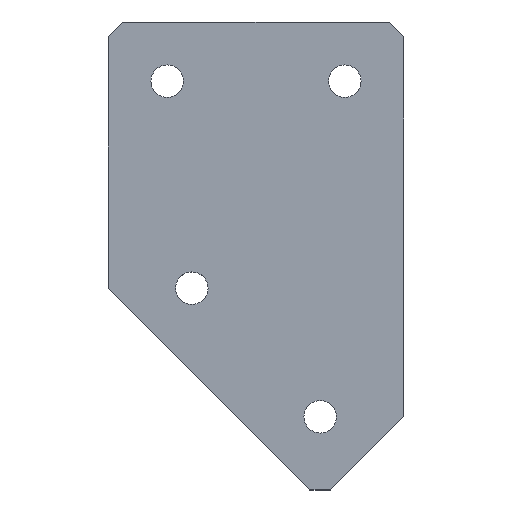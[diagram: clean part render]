
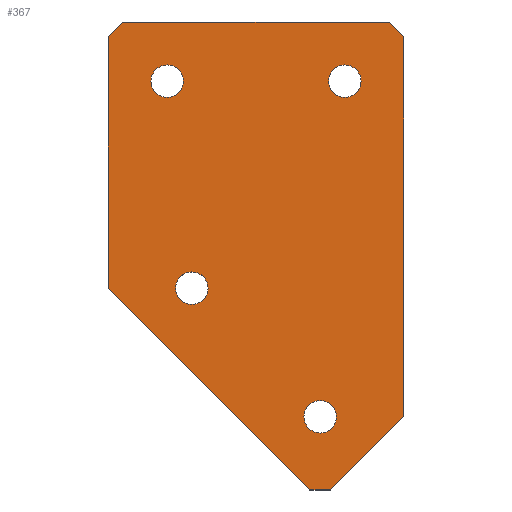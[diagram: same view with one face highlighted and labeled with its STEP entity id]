
A CAD part, top view. The second image highlights one B-rep face of the part: STEP entity #367.
In plain terms, the highlighted planar face has unit normal (0, 0, 1).
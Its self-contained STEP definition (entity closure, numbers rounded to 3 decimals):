
#3 = CARTESIAN_POINT ( 'NONE',  ( 1.25, -1.25, 0. ) ) ;
#6 = CARTESIAN_POINT ( 'NONE',  ( 50., -66.716, 0. ) ) ;
#13 = CARTESIAN_POINT ( 'NONE',  ( 40., -10., 0. ) ) ;
#16 = DIRECTION ( 'NONE',  ( 0., 1., 0. ) ) ;
#21 = DIRECTION ( 'NONE',  ( 0., 0., -1. ) ) ;
#22 = VECTOR ( 'NONE', #143, 1000. ) ;
#23 = AXIS2_PLACEMENT_3D ( 'NONE', #34, #230, #415 ) ;
#27 = EDGE_CURVE ( 'NONE', #111, #610, #132, .T. ) ;
#32 = AXIS2_PLACEMENT_3D ( 'NONE', #64, #606, #312 ) ;
#34 = CARTESIAN_POINT ( 'NONE',  ( 10., -10., 0. ) ) ;
#35 = DIRECTION ( 'NONE',  ( 0., 0., 1. ) ) ;
#36 = FACE_BOUND ( 'NONE', #528, .T. ) ;
#40 = VERTEX_POINT ( 'NONE', #552 ) ;
#42 = EDGE_CURVE ( 'NONE', #277, #459, #218, .T. ) ;
#59 = CIRCLE ( 'NONE', #504, 2.75 ) ;
#61 = ORIENTED_EDGE ( 'NONE', *, *, #27, .T. ) ;
#64 = CARTESIAN_POINT ( 'NONE',  ( 35.858, -66.716, 0. ) ) ;
#70 = AXIS2_PLACEMENT_3D ( 'NONE', #213, #400, #205 ) ;
#71 = DIRECTION ( 'NONE',  ( -0.707, 0.707, 0. ) ) ;
#78 = EDGE_CURVE ( 'NONE', #468, #623, #162, .T. ) ;
#79 = PLANE ( 'NONE',  #197 ) ;
#80 = AXIS2_PLACEMENT_3D ( 'NONE', #254, #21, #16 ) ;
#97 = EDGE_CURVE ( 'NONE', #516, #356, #109, .T. ) ;
#99 = LINE ( 'NONE', #574, #22 ) ;
#100 = AXIS2_PLACEMENT_3D ( 'NONE', #411, #475, #365 ) ;
#102 = CARTESIAN_POINT ( 'NONE',  ( 40., -7.25, 0. ) ) ;
#103 = DIRECTION ( 'NONE',  ( 1., 0., 0. ) ) ;
#109 = LINE ( 'NONE', #3, #544 ) ;
#111 = VERTEX_POINT ( 'NONE', #629 ) ;
#113 = CIRCLE ( 'NONE', #70, 2.75 ) ;
#114 = CARTESIAN_POINT ( 'NONE',  ( 14.142, -47.75, 0. ) ) ;
#122 = CARTESIAN_POINT ( 'NONE',  ( 14.142, -45., 0. ) ) ;
#128 = CARTESIAN_POINT ( 'NONE',  ( 0., -2.5, 0. ) ) ;
#132 = CIRCLE ( 'NONE', #100, 2.75 ) ;
#143 = DIRECTION ( 'NONE',  ( -0.707, 0.707, 0. ) ) ;
#154 = ORIENTED_EDGE ( 'NONE', *, *, #199, .F. ) ;
#160 = DIRECTION ( 'NONE',  ( 0., -1., 0. ) ) ;
#161 = ORIENTED_EDGE ( 'NONE', *, *, #281, .T. ) ;
#162 = CIRCLE ( 'NONE', #565, 2.75 ) ;
#167 = CARTESIAN_POINT ( 'NONE',  ( 50., 0., 0. ) ) ;
#169 = LINE ( 'NONE', #167, #419 ) ;
#174 = EDGE_CURVE ( 'NONE', #40, #588, #99, .T. ) ;
#197 = AXIS2_PLACEMENT_3D ( 'NONE', #319, #35, #274 ) ;
#198 = VERTEX_POINT ( 'NONE', #6 ) ;
#199 = EDGE_CURVE ( 'NONE', #516, #595, #535, .T. ) ;
#200 = CARTESIAN_POINT ( 'NONE',  ( 0., -45., 0. ) ) ;
#204 = EDGE_LOOP ( 'NONE', ( #424, #252 ) ) ;
#205 = DIRECTION ( 'NONE',  ( 0., 1., 0. ) ) ;
#213 = CARTESIAN_POINT ( 'NONE',  ( 14.142, -45., 0. ) ) ;
#218 = CIRCLE ( 'NONE', #470, 2.75 ) ;
#219 = FACE_BOUND ( 'NONE', #280, .T. ) ;
#223 = CARTESIAN_POINT ( 'NONE',  ( 40., -10., 0. ) ) ;
#227 = VECTOR ( 'NONE', #499, 1000. ) ;
#230 = DIRECTION ( 'NONE',  ( 0., 0., -1. ) ) ;
#231 = VERTEX_POINT ( 'NONE', #410 ) ;
#232 = ORIENTED_EDGE ( 'NONE', *, *, #269, .F. ) ;
#235 = VERTEX_POINT ( 'NONE', #347 ) ;
#245 = EDGE_CURVE ( 'NONE', #588, #356, #397, .T. ) ;
#247 = CARTESIAN_POINT ( 'NONE',  ( 10., -12.75, 0. ) ) ;
#252 = ORIENTED_EDGE ( 'NONE', *, *, #423, .T. ) ;
#254 = CARTESIAN_POINT ( 'NONE',  ( 10., -10., 0. ) ) ;
#256 = CARTESIAN_POINT ( 'NONE',  ( 0., 0., 0. ) ) ;
#260 = CARTESIAN_POINT ( 'NONE',  ( 35.858, -80.858, 0. ) ) ;
#264 = EDGE_CURVE ( 'NONE', #459, #277, #113, .T. ) ;
#269 = EDGE_CURVE ( 'NONE', #231, #198, #169, .T. ) ;
#274 = DIRECTION ( 'NONE',  ( 1., 0., 0. ) ) ;
#275 = CIRCLE ( 'NONE', #80, 2.75 ) ;
#277 = VERTEX_POINT ( 'NONE', #114 ) ;
#278 = EDGE_CURVE ( 'NONE', #610, #111, #503, .T. ) ;
#280 = EDGE_LOOP ( 'NONE', ( #559, #329 ) ) ;
#281 = EDGE_CURVE ( 'NONE', #231, #595, #495, .T. ) ;
#289 = EDGE_CURVE ( 'NONE', #571, #583, #275, .T. ) ;
#294 = EDGE_CURVE ( 'NONE', #40, #235, #611, .T. ) ;
#296 = DIRECTION ( 'NONE',  ( -0.707, -0.707, 0. ) ) ;
#303 = ORIENTED_EDGE ( 'NONE', *, *, #97, .T. ) ;
#308 = FACE_BOUND ( 'NONE', #479, .T. ) ;
#312 = DIRECTION ( 'NONE',  ( 0., 1., 0. ) ) ;
#316 = DIRECTION ( 'NONE',  ( 0., 0., -1. ) ) ;
#319 = CARTESIAN_POINT ( 'NONE',  ( 0., 0., 0. ) ) ;
#321 = FACE_BOUND ( 'NONE', #204, .T. ) ;
#323 = FACE_OUTER_BOUND ( 'NONE', #376, .T. ) ;
#324 = ORIENTED_EDGE ( 'NONE', *, *, #294, .T. ) ;
#329 = ORIENTED_EDGE ( 'NONE', *, *, #289, .T. ) ;
#334 = ORIENTED_EDGE ( 'NONE', *, *, #42, .T. ) ;
#338 = VECTOR ( 'NONE', #364, 1000. ) ;
#343 = ORIENTED_EDGE ( 'NONE', *, *, #604, .F. ) ;
#347 = CARTESIAN_POINT ( 'NONE',  ( 37.626, -79.09, 0. ) ) ;
#356 = VERTEX_POINT ( 'NONE', #128 ) ;
#364 = DIRECTION ( 'NONE',  ( 0., 1., 0. ) ) ;
#365 = DIRECTION ( 'NONE',  ( 0., 1., 0. ) ) ;
#367 = ADVANCED_FACE ( 'NONE', ( #219, #321, #36, #308, #323 ), #79, .T. ) ;
#376 = EDGE_LOOP ( 'NONE', ( #429, #324, #343, #232, #161, #154, #303, #607 ) ) ;
#391 = VECTOR ( 'NONE', #71, 1000. ) ;
#396 = EDGE_CURVE ( 'NONE', #583, #571, #471, .T. ) ;
#397 = LINE ( 'NONE', #256, #338 ) ;
#400 = DIRECTION ( 'NONE',  ( 0., 0., -1. ) ) ;
#410 = CARTESIAN_POINT ( 'NONE',  ( 50., -2.5, 0. ) ) ;
#411 = CARTESIAN_POINT ( 'NONE',  ( 35.858, -66.716, 0. ) ) ;
#415 = DIRECTION ( 'NONE',  ( 0., 1., 0. ) ) ;
#419 = VECTOR ( 'NONE', #160, 1000. ) ;
#421 = DIRECTION ( 'NONE',  ( 0., 0., -1. ) ) ;
#423 = EDGE_CURVE ( 'NONE', #623, #468, #59, .T. ) ;
#424 = ORIENTED_EDGE ( 'NONE', *, *, #78, .T. ) ;
#429 = ORIENTED_EDGE ( 'NONE', *, *, #174, .F. ) ;
#438 = CARTESIAN_POINT ( 'NONE',  ( 2.5, 0., 0. ) ) ;
#441 = CARTESIAN_POINT ( 'NONE',  ( 10., -7.25, 0. ) ) ;
#443 = VECTOR ( 'NONE', #506, 1000. ) ;
#449 = CARTESIAN_POINT ( 'NONE',  ( 0., -79.09, 0. ) ) ;
#459 = VERTEX_POINT ( 'NONE', #515 ) ;
#468 = VERTEX_POINT ( 'NONE', #102 ) ;
#470 = AXIS2_PLACEMENT_3D ( 'NONE', #122, #316, #505 ) ;
#471 = CIRCLE ( 'NONE', #23, 2.75 ) ;
#475 = DIRECTION ( 'NONE',  ( 0., 0., -1. ) ) ;
#478 = DIRECTION ( 'NONE',  ( 0., 0., -1. ) ) ;
#479 = EDGE_LOOP ( 'NONE', ( #489, #61 ) ) ;
#484 = DIRECTION ( 'NONE',  ( 0., 1., 0. ) ) ;
#489 = ORIENTED_EDGE ( 'NONE', *, *, #278, .T. ) ;
#495 = LINE ( 'NONE', #551, #391 ) ;
#499 = DIRECTION ( 'NONE',  ( 1., 0., 0. ) ) ;
#503 = CIRCLE ( 'NONE', #32, 2.75 ) ;
#504 = AXIS2_PLACEMENT_3D ( 'NONE', #223, #421, #570 ) ;
#505 = DIRECTION ( 'NONE',  ( 0., 1., 0. ) ) ;
#506 = DIRECTION ( 'NONE',  ( -0.707, -0.707, 0. ) ) ;
#515 = CARTESIAN_POINT ( 'NONE',  ( 14.142, -42.25, 0. ) ) ;
#516 = VERTEX_POINT ( 'NONE', #438 ) ;
#519 = VECTOR ( 'NONE', #103, 1000. ) ;
#528 = EDGE_LOOP ( 'NONE', ( #542, #334 ) ) ;
#535 = LINE ( 'NONE', #590, #519 ) ;
#542 = ORIENTED_EDGE ( 'NONE', *, *, #264, .T. ) ;
#544 = VECTOR ( 'NONE', #296, 1000. ) ;
#547 = CARTESIAN_POINT ( 'NONE',  ( 40., -12.75, 0. ) ) ;
#550 = CARTESIAN_POINT ( 'NONE',  ( 35.858, -63.966, 0. ) ) ;
#551 = CARTESIAN_POINT ( 'NONE',  ( 23.75, 23.75, 0. ) ) ;
#552 = CARTESIAN_POINT ( 'NONE',  ( 34.09, -79.09, 0. ) ) ;
#559 = ORIENTED_EDGE ( 'NONE', *, *, #396, .T. ) ;
#565 = AXIS2_PLACEMENT_3D ( 'NONE', #13, #478, #484 ) ;
#570 = DIRECTION ( 'NONE',  ( 0., 1., 0. ) ) ;
#571 = VERTEX_POINT ( 'NONE', #247 ) ;
#574 = CARTESIAN_POINT ( 'NONE',  ( 0., -45., 0. ) ) ;
#578 = CARTESIAN_POINT ( 'NONE',  ( 47.5, 0., 0. ) ) ;
#583 = VERTEX_POINT ( 'NONE', #441 ) ;
#588 = VERTEX_POINT ( 'NONE', #200 ) ;
#590 = CARTESIAN_POINT ( 'NONE',  ( 0., 0., 0. ) ) ;
#595 = VERTEX_POINT ( 'NONE', #578 ) ;
#596 = LINE ( 'NONE', #260, #443 ) ;
#604 = EDGE_CURVE ( 'NONE', #198, #235, #596, .T. ) ;
#606 = DIRECTION ( 'NONE',  ( 0., 0., -1. ) ) ;
#607 = ORIENTED_EDGE ( 'NONE', *, *, #245, .F. ) ;
#610 = VERTEX_POINT ( 'NONE', #550 ) ;
#611 = LINE ( 'NONE', #449, #227 ) ;
#623 = VERTEX_POINT ( 'NONE', #547 ) ;
#629 = CARTESIAN_POINT ( 'NONE',  ( 35.858, -69.466, 0. ) ) ;
